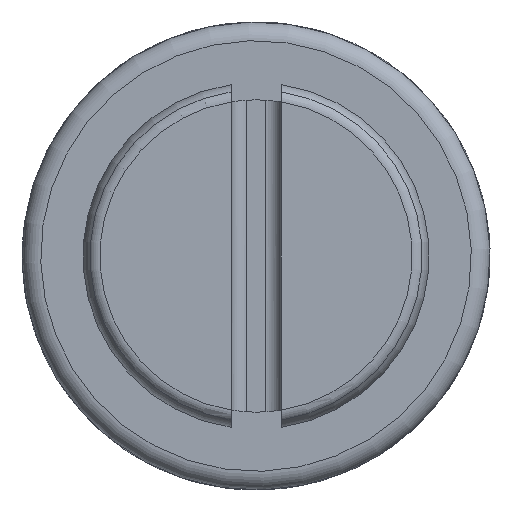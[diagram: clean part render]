
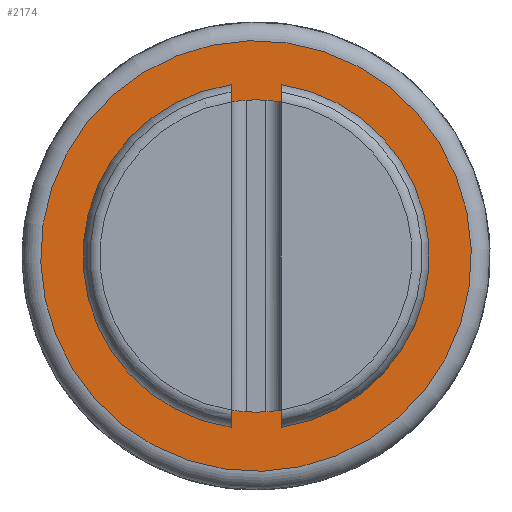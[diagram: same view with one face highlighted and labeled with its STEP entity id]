
A CAD part, left-side view. The second image highlights one B-rep face of the part: STEP entity #2174.
In plain terms, the highlighted planar face has unit normal (-1, 0, 0).
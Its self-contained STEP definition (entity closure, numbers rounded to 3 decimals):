
#27=FACE_BOUND('',#414,.T.);
#167=CIRCLE('',#2367,2.5);
#168=CIRCLE('',#2368,2.5);
#172=CIRCLE('',#2374,3.45);
#173=CIRCLE('',#2375,3.45);
#287=FACE_OUTER_BOUND('',#413,.T.);
#413=EDGE_LOOP('',(#1860,#1861));
#414=EDGE_LOOP('',(#1862,#1863));
#966=VERTEX_POINT('',#3944);
#967=VERTEX_POINT('',#3946);
#971=VERTEX_POINT('',#3958);
#972=VERTEX_POINT('',#3959);
#1261=EDGE_CURVE('',#967,#966,#167,.T.);
#1262=EDGE_CURVE('',#966,#967,#168,.T.);
#1267=EDGE_CURVE('',#971,#972,#172,.T.);
#1268=EDGE_CURVE('',#972,#971,#173,.T.);
#1860=ORIENTED_EDGE('',*,*,#1267,.T.);
#1861=ORIENTED_EDGE('',*,*,#1268,.T.);
#1862=ORIENTED_EDGE('',*,*,#1261,.T.);
#1863=ORIENTED_EDGE('',*,*,#1262,.T.);
#1947=PLANE('',#2377);
#2174=ADVANCED_FACE('',(#287,#27),#1947,.T.);
#2367=AXIS2_PLACEMENT_3D('',#3947,#2902,#2903);
#2368=AXIS2_PLACEMENT_3D('',#3948,#2904,#2905);
#2374=AXIS2_PLACEMENT_3D('',#3960,#2917,#2918);
#2375=AXIS2_PLACEMENT_3D('',#3961,#2919,#2920);
#2377=AXIS2_PLACEMENT_3D('',#3963,#2923,#2924);
#2902=DIRECTION('center_axis',(1.,0.,0.));
#2903=DIRECTION('ref_axis',(0.,-1.,0.));
#2904=DIRECTION('center_axis',(1.,0.,0.));
#2905=DIRECTION('ref_axis',(0.,-1.,0.));
#2917=DIRECTION('center_axis',(-1.,0.,0.));
#2918=DIRECTION('ref_axis',(0.,0.144,-0.99));
#2919=DIRECTION('center_axis',(-1.,0.,0.));
#2920=DIRECTION('ref_axis',(0.,0.144,-0.99));
#2923=DIRECTION('center_axis',(-1.,0.,0.));
#2924=DIRECTION('ref_axis',(0.,0.144,-0.99));
#3944=CARTESIAN_POINT('',(-10.225,0.979,4.751));
#3946=CARTESIAN_POINT('',(-10.225,-4.021,4.751));
#3947=CARTESIAN_POINT('Origin',(-10.225,-1.521,4.751));
#3948=CARTESIAN_POINT('Origin',(-10.225,-1.521,4.751));
#3958=CARTESIAN_POINT('',(-10.225,-4.935,4.255));
#3959=CARTESIAN_POINT('',(-10.225,-2.017,8.165));
#3960=CARTESIAN_POINT('Origin',(-10.225,-1.521,4.751));
#3961=CARTESIAN_POINT('Origin',(-10.225,-1.521,4.751));
#3963=CARTESIAN_POINT('Origin',(-10.225,-1.521,4.751));
